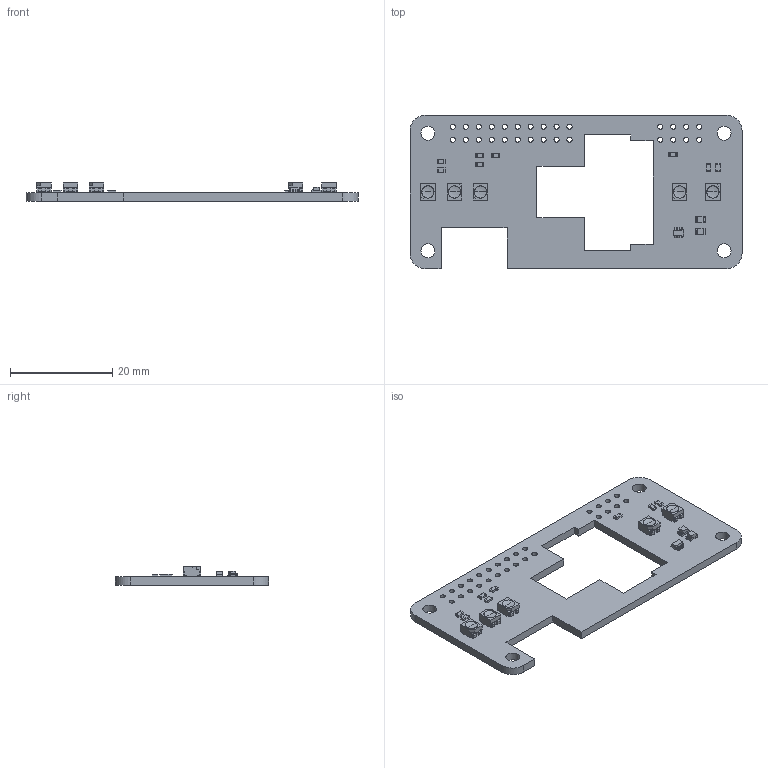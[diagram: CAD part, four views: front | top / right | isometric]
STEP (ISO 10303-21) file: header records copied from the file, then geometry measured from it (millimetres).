
FILE_DESCRIPTION(('KiCad electronic assembly'),'2;1');
FILE_NAME('VeinCamHatZero.step','2019-03-20T08:58:17',('An Author'),( 'A Company'),'Open CASCADE STEP processor 6.9', 'KiCad to STEP converter','Unknown');
FILE_SCHEMA(('AUTOMOTIVE_DESIGN { 1 0 10303 214 1 1 1 1 }'));
Length unit declared in the file: millimetre
Products named in the file (10): Open CASCADE STEP translator 6.9 1; LED_0805_2012Metric; SOLID; SOT-363_SC-70-6; R_0603_1608Metric; PLCC4; COMPOUND
Assembly tree (21 placements, depth 3):
  Open CASCADE STEP translator 6.9 1
    LED_0805_2012Metric  x2
      SOLID
    SOT-363_SC-70-6
      SOLID
    R_0603_1608Metric  x8
      SOLID
    PLCC4  x5
      SOLID
    COMPOUND
Bounding box: 65 x 30 x 3.55 mm (x, y, z)
Volume: 2339.6 mm3; surface area: 3767.3 mm2
Topology: 17 solids, 17 shells, 754 faces, 1966 edges, 1243 vertices
Faces by surface type: plane 534, cylinder 180, bspline 40
Full cylindrical faces by diameter (mm): 1 x28, 2.7 x4
Entity records: 21868 total; most frequent: CARTESIAN_POINT 3804, DIRECTION 2999, LINE 1947, VECTOR 1947, ORIENTED_EDGE 1590, PCURVE 1590, DEFINITIONAL_REPRESENTATION 1590, EDGE_CURVE 795
